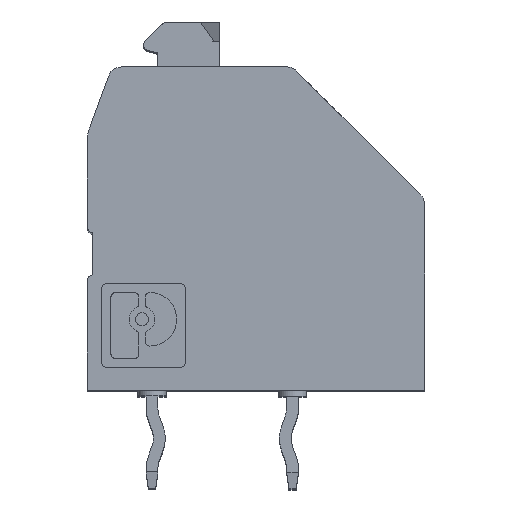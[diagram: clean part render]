
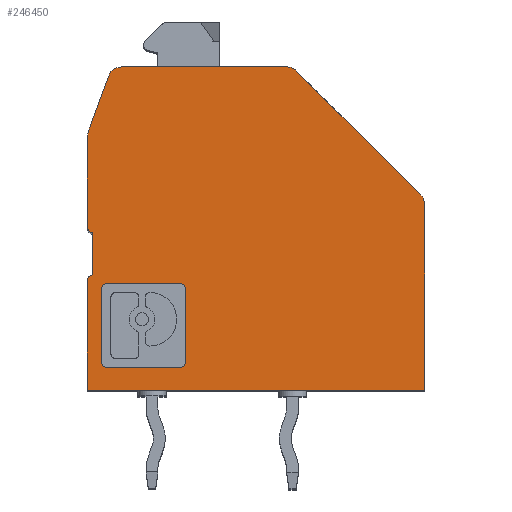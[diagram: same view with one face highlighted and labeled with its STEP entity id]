
A CAD part, top view. The second image highlights one B-rep face of the part: STEP entity #246450.
In plain terms, the highlighted planar face has unit normal (0, 0, 1).
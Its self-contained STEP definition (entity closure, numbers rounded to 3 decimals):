
#11520=CARTESIAN_POINT('',(11.439,0.,20.43));
#11530=DIRECTION('',(0.,0.,1.));
#11540=DIRECTION('',(1.,0.,0.));
#11550=AXIS2_PLACEMENT_3D('',#11520,#11530,#11540);
#11560=PLANE('',#11550);
#72070=CARTESIAN_POINT('',(11.5,6.593,20.43));
#72080=DIRECTION('',(0.,0.,1.));
#72090=DIRECTION('',(1.,0.,0.));
#72100=AXIS2_PLACEMENT_3D('',#72070,#72080,#72090);
#72110=CIRCLE('',#72100,0.5);
#72120=CARTESIAN_POINT('',(12.,6.593,20.43));
#72130=VERTEX_POINT('',#72120);
#72140=CARTESIAN_POINT('',(11.854,6.946,20.43));
#72150=VERTEX_POINT('',#72140);
#72160=EDGE_CURVE('',#72130,#72150,#72110,.T.);
#95290=CARTESIAN_POINT('',(0.,11.5,20.43));
#95300=DIRECTION('',(1.,0.,0.));
#95310=VECTOR('',#95300,1.);
#95320=LINE('',#95290,#95310);
#95330=CARTESIAN_POINT('',(1.224,11.5,20.43));
#95340=VERTEX_POINT('',#95330);
#95350=CARTESIAN_POINT('',(7.093,11.5,20.43));
#95360=VERTEX_POINT('',#95350);
#95370=EDGE_CURVE('',#95340,#95360,#95320,.T.);
#125960=CARTESIAN_POINT('',(0.2,5.8,20.43));
#125970=DIRECTION('',(0.,0.,-1.));
#125980=DIRECTION('',(-1.,0.,0.));
#125990=AXIS2_PLACEMENT_3D('',#125960,#125970,#125980);
#126000=CIRCLE('',#125990,0.2);
#126010=CARTESIAN_POINT('',(0.2,5.6,20.43));
#126020=VERTEX_POINT('',#126010);
#126030=CARTESIAN_POINT('',(0.,5.8,20.43));
#126040=VERTEX_POINT('',#126030);
#126050=EDGE_CURVE('',#126020,#126040,#126000,.T.);
#158880=CARTESIAN_POINT('',(0.,18.8,20.43));
#158890=DIRECTION('',(0.707,-0.707,0.));
#158900=VECTOR('',#158890,1.);
#158910=LINE('',#158880,#158900);
#158920=CARTESIAN_POINT('',(7.446,11.354,20.43));
#158930=VERTEX_POINT('',#158920);
#158940=EDGE_CURVE('',#158930,#72150,#158910,.T.);
#203980=CARTESIAN_POINT('',(12.,0.,20.43));
#203990=VERTEX_POINT('',#203980);
#204020=CARTESIAN_POINT('',(12.,0.,20.43));
#204030=DIRECTION('',(0.,-1.,0.));
#204040=VECTOR('',#204030,1.);
#204050=LINE('',#204020,#204040);
#204060=EDGE_CURVE('',#72130,#203990,#204050,.T.);
#204570=CARTESIAN_POINT('',(0.,0.,20.43));
#204580=DIRECTION('',(0.,1.,0.));
#204590=VECTOR('',#204580,1.);
#204600=LINE('',#204570,#204590);
#204610=CARTESIAN_POINT('',(0.,0.,20.43));
#204620=VERTEX_POINT('',#204610);
#204630=CARTESIAN_POINT('',(0.,3.9,20.43));
#204640=VERTEX_POINT('',#204630);
#204650=EDGE_CURVE('',#204620,#204640,#204600,.T.);
#220060=CARTESIAN_POINT('',(0.,0.,20.43));
#220070=DIRECTION('',(-1.,0.,0.));
#220080=VECTOR('',#220070,1.);
#220090=LINE('',#220060,#220080);
#220100=EDGE_CURVE('',#203990,#204620,#220090,.T.);
#244200=CARTESIAN_POINT('',(0.2,3.9,20.43));
#244210=DIRECTION('',(0.,0.,1.));
#244220=DIRECTION('',(1.,0.,0.));
#244230=AXIS2_PLACEMENT_3D('',#244200,#244210,#244220);
#244240=CIRCLE('',#244230,0.2);
#244250=CARTESIAN_POINT('',(0.2,4.1,20.43));
#244260=VERTEX_POINT('',#244250);
#244270=EDGE_CURVE('',#244260,#204640,#244240,.T.);
#244730=CARTESIAN_POINT('',(7.093,11.,20.43));
#244740=DIRECTION('',(0.,0.,-1.));
#244750=DIRECTION('',(-1.,0.,0.));
#244760=AXIS2_PLACEMENT_3D('',#244730,#244740,#244750);
#244770=CIRCLE('',#244760,0.5);
#244780=EDGE_CURVE('',#95360,#158930,#244770,.T.);
#245260=ORIENTED_EDGE('',*,*,#204650,.F.);
#245270=ORIENTED_EDGE('',*,*,#244270,.T.);
#245280=CARTESIAN_POINT('',(0.2,0.,20.43));
#245290=DIRECTION('',(0.,1.,0.));
#245300=VECTOR('',#245290,1.);
#245310=LINE('',#245280,#245300);
#245320=EDGE_CURVE('',#244260,#126020,#245310,.T.);
#245330=ORIENTED_EDGE('',*,*,#245320,.F.);
#245340=ORIENTED_EDGE('',*,*,#126050,.F.);
#245350=CARTESIAN_POINT('',(0.,0.,20.43));
#245360=DIRECTION('',(0.,1.,0.));
#245370=VECTOR('',#245360,1.);
#245380=LINE('',#245350,#245370);
#245390=CARTESIAN_POINT('',(0.,9.012,20.43));
#245400=VERTEX_POINT('',#245390);
#245410=EDGE_CURVE('',#126040,#245400,#245380,.T.);
#245420=ORIENTED_EDGE('',*,*,#245410,.F.);
#245430=CARTESIAN_POINT('',(0.5,9.012,20.43));
#245440=DIRECTION('',(0.,0.,1.));
#245450=DIRECTION('',(1.,0.,0.));
#245460=AXIS2_PLACEMENT_3D('',#245430,#245440,#245450);
#245470=CIRCLE('',#245460,0.5);
#245480=CARTESIAN_POINT('',(0.03,9.183,20.43));
#245490=VERTEX_POINT('',#245480);
#245500=EDGE_CURVE('',#245490,#245400,#245470,.T.);
#245510=ORIENTED_EDGE('',*,*,#245500,.T.);
#245520=CARTESIAN_POINT('',(-3.312,0.,20.43));
#245530=DIRECTION('',(0.342,0.94,0.));
#245540=VECTOR('',#245530,1.);
#245550=LINE('',#245520,#245540);
#245560=CARTESIAN_POINT('',(0.754,11.171,20.43));
#245570=VERTEX_POINT('',#245560);
#245580=EDGE_CURVE('',#245490,#245570,#245550,.T.);
#245590=ORIENTED_EDGE('',*,*,#245580,.F.);
#245600=CARTESIAN_POINT('',(1.224,11.,20.43));
#245610=DIRECTION('',(0.,0.,1.));
#245620=DIRECTION('',(1.,0.,0.));
#245630=AXIS2_PLACEMENT_3D('',#245600,#245610,#245620);
#245640=CIRCLE('',#245630,0.5);
#245650=EDGE_CURVE('',#95340,#245570,#245640,.T.);
#245660=ORIENTED_EDGE('',*,*,#245650,.T.);
#245670=ORIENTED_EDGE('',*,*,#95370,.F.);
#245680=ORIENTED_EDGE('',*,*,#244780,.F.);
#245690=ORIENTED_EDGE('',*,*,#158940,.F.);
#245700=ORIENTED_EDGE('',*,*,#72160,.T.);
#245710=ORIENTED_EDGE('',*,*,#204060,.F.);
#245720=ORIENTED_EDGE('',*,*,#220100,.F.);
#245730=EDGE_LOOP('',(#245720,#245710,#245700,#245690,#245680,#245670,
#245660,#245590,#245510,#245420,#245340,#245330,#245270,#245260));
#245740=FACE_OUTER_BOUND('',#245730,.T.);
#245750=CARTESIAN_POINT('',(3.289,3.589,20.43));
#245760=DIRECTION('',(0.,0.,1.));
#245770=DIRECTION('',(1.,0.,0.));
#245780=AXIS2_PLACEMENT_3D('',#245750,#245760,#245770);
#245790=CIRCLE('',#245780,0.211);
#245800=CARTESIAN_POINT('',(3.5,3.589,20.43));
#245810=VERTEX_POINT('',#245800);
#245820=CARTESIAN_POINT('',(3.289,3.8,20.43));
#245830=VERTEX_POINT('',#245820);
#245840=EDGE_CURVE('',#245810,#245830,#245790,.T.);
#245850=ORIENTED_EDGE('',*,*,#245840,.F.);
#245860=CARTESIAN_POINT('',(0.,3.8,20.43));
#245870=DIRECTION('',(-1.,0.,0.));
#245880=VECTOR('',#245870,1.);
#245890=LINE('',#245860,#245880);
#245900=CARTESIAN_POINT('',(0.711,3.8,20.43));
#245910=VERTEX_POINT('',#245900);
#245920=EDGE_CURVE('',#245830,#245910,#245890,.T.);
#245930=ORIENTED_EDGE('',*,*,#245920,.F.);
#245940=CARTESIAN_POINT('',(0.711,3.589,20.43));
#245950=DIRECTION('',(0.,0.,1.));
#245960=DIRECTION('',(1.,0.,0.));
#245970=AXIS2_PLACEMENT_3D('',#245940,#245950,#245960);
#245980=CIRCLE('',#245970,0.211);
#245990=CARTESIAN_POINT('',(0.5,3.589,20.43));
#246000=VERTEX_POINT('',#245990);
#246010=EDGE_CURVE('',#245910,#246000,#245980,.T.);
#246020=ORIENTED_EDGE('',*,*,#246010,.F.);
#246030=CARTESIAN_POINT('',(0.5,0.,20.43));
#246040=DIRECTION('',(0.,-1.,0.));
#246050=VECTOR('',#246040,1.);
#246060=LINE('',#246030,#246050);
#246070=CARTESIAN_POINT('',(0.5,1.011,20.43));
#246080=VERTEX_POINT('',#246070);
#246090=EDGE_CURVE('',#246000,#246080,#246060,.T.);
#246100=ORIENTED_EDGE('',*,*,#246090,.F.);
#246110=CARTESIAN_POINT('',(0.711,1.011,20.43));
#246120=DIRECTION('',(0.,0.,1.));
#246130=DIRECTION('',(1.,0.,0.));
#246140=AXIS2_PLACEMENT_3D('',#246110,#246120,#246130);
#246150=CIRCLE('',#246140,0.211);
#246160=CARTESIAN_POINT('',(0.711,0.8,20.43));
#246170=VERTEX_POINT('',#246160);
#246180=EDGE_CURVE('',#246080,#246170,#246150,.T.);
#246190=ORIENTED_EDGE('',*,*,#246180,.F.);
#246200=CARTESIAN_POINT('',(0.,0.8,20.43));
#246210=DIRECTION('',(1.,0.,0.));
#246220=VECTOR('',#246210,1.);
#246230=LINE('',#246200,#246220);
#246240=CARTESIAN_POINT('',(3.289,0.8,20.43));
#246250=VERTEX_POINT('',#246240);
#246260=EDGE_CURVE('',#246170,#246250,#246230,.T.);
#246270=ORIENTED_EDGE('',*,*,#246260,.F.);
#246280=CARTESIAN_POINT('',(3.289,1.011,20.43));
#246290=DIRECTION('',(0.,0.,1.));
#246300=DIRECTION('',(1.,0.,0.));
#246310=AXIS2_PLACEMENT_3D('',#246280,#246290,#246300);
#246320=CIRCLE('',#246310,0.211);
#246330=CARTESIAN_POINT('',(3.5,1.011,20.43));
#246340=VERTEX_POINT('',#246330);
#246350=EDGE_CURVE('',#246250,#246340,#246320,.T.);
#246360=ORIENTED_EDGE('',*,*,#246350,.F.);
#246370=CARTESIAN_POINT('',(3.5,0.,20.43));
#246380=DIRECTION('',(0.,1.,0.));
#246390=VECTOR('',#246380,1.);
#246400=LINE('',#246370,#246390);
#246410=EDGE_CURVE('',#246340,#245810,#246400,.T.);
#246420=ORIENTED_EDGE('',*,*,#246410,.F.);
#246430=EDGE_LOOP('',(#246420,#246360,#246270,#246190,#246100,#246020,
#245930,#245850));
#246440=FACE_BOUND('',#246430,.T.);
#246450=ADVANCED_FACE('',(#245740,#246440),#11560,.T.);
